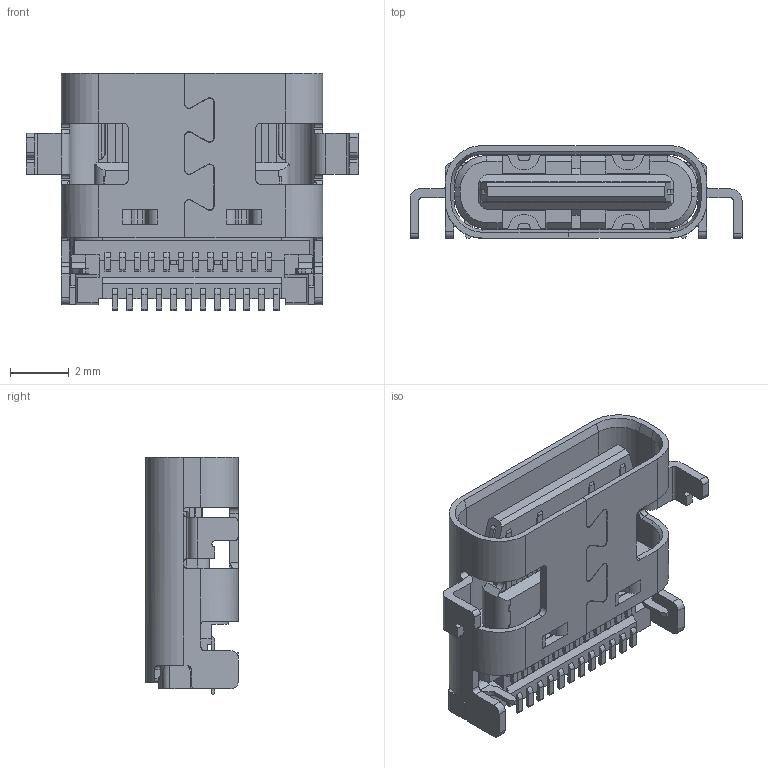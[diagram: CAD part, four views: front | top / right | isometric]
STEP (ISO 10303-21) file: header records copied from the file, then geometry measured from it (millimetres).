
FILE_DESCRIPTION(('STEP AP242'),'1');
FILE_NAME('2171840001.stp','2024-05-09T16:23:03',('TraceParts'),('TraceParts S.A.'),'Spatial InterOp 3D',' ',' ');
FILE_SCHEMA(('AP242_MANAGED_MODEL_BASED_3D_ENGINEERING_MIM_LF {1 0 10303 442 1 1 4}'));
Length unit declared in the file: millimetre
Products named in the file (1): 2171840001_1
Bounding box: 11.34 x 3.16 x 8.1 mm (x, y, z)
Volume: 106.9 mm3; surface area: 523.5 mm2
Topology: 1 solids, 23 shells, 1529 faces, 4393 edges, 3063 vertices
Faces by surface type: plane 1068, cylinder 399, bspline 32, cone 30
Entity records: 51439 total; most frequent: CARTESIAN_POINT 11686, ORIENTED_EDGE 8434, DIRECTION 7704, EDGE_CURVE 4217, LINE 3316, VECTOR 3316, VERTEX_POINT 2711, AXIS2_PLACEMENT_3D 2194
